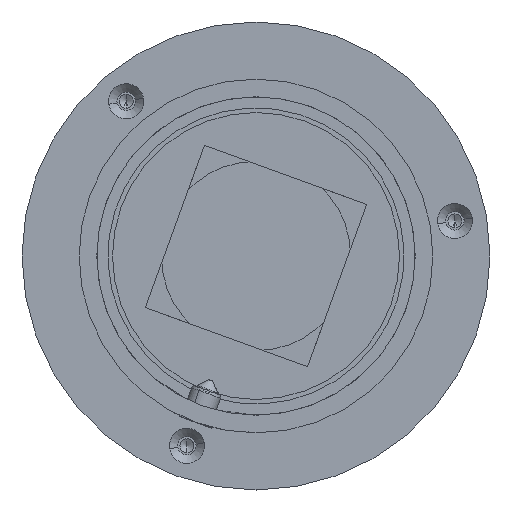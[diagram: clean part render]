
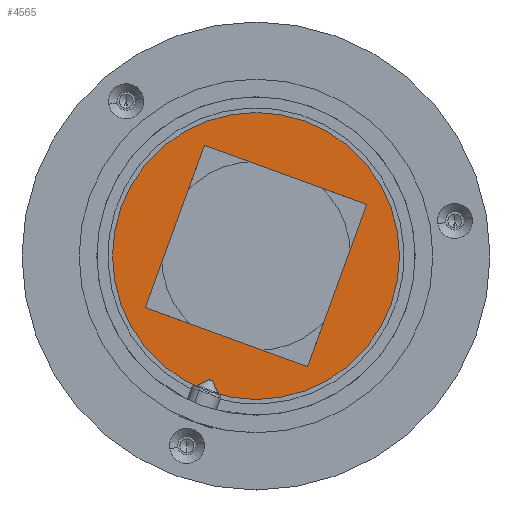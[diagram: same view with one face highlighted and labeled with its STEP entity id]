
A CAD part, front view. The second image highlights one B-rep face of the part: STEP entity #4565.
In plain terms, the highlighted planar face has unit normal (0, -1, 0).
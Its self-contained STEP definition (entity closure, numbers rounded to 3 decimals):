
#57 = ORIENTED_EDGE ( 'NONE', *, *, #6876, .T. ) ;
#218 = CARTESIAN_POINT ( 'NONE',  ( 50.259, 388.908, 18.092 ) ) ;
#492 = DIRECTION ( 'NONE',  ( 0.342, 0., 0.94 ) ) ;
#581 = AXIS2_PLACEMENT_3D ( 'NONE', #2663, #7247, #10756 ) ;
#698 = ORIENTED_EDGE ( 'NONE', *, *, #10502, .T. ) ;
#1273 = LINE ( 'NONE', #4807, #9372 ) ;
#1300 = VERTEX_POINT ( 'NONE', #2158 ) ;
#1455 = VECTOR ( 'NONE', #492, 1000. ) ;
#1808 = FACE_BOUND ( 'NONE', #8091, .T. ) ;
#1840 = CARTESIAN_POINT ( 'NONE',  ( -8.002, 388.908, 39.298 ) ) ;
#2158 = CARTESIAN_POINT ( 'NONE',  ( 28.14, 388.908, 47.959 ) ) ;
#2377 = CARTESIAN_POINT ( 'NONE',  ( 10.526, 388.908, -0.436 ) ) ;
#2594 = DIRECTION ( 'NONE',  ( 0., -1., 0. ) ) ;
#2654 = DIRECTION ( 'NONE',  ( -0.342, 0., -0.94 ) ) ;
#2663 = CARTESIAN_POINT ( 'NONE',  ( 10.526, 388.908, -0.436 ) ) ;
#2675 = ORIENTED_EDGE ( 'NONE', *, *, #8586, .T. ) ;
#3646 = VERTEX_POINT ( 'NONE', #10899 ) ;
#3653 = FACE_OUTER_BOUND ( 'NONE', #9881, .T. ) ;
#3742 = CARTESIAN_POINT ( 'NONE',  ( -8.002, 388.908, 39.298 ) ) ;
#3769 = VECTOR ( 'NONE', #6489, 1000. ) ;
#3947 = CIRCLE ( 'NONE', #5429, 51.5 ) ;
#4078 = VERTEX_POINT ( 'NONE', #8252 ) ;
#4306 = CARTESIAN_POINT ( 'NONE',  ( -8.002, 388.908, 39.298 ) ) ;
#4565 = ADVANCED_FACE ( 'NONE', ( #1808, #3653 ), #8235, .T. ) ;
#4807 = CARTESIAN_POINT ( 'NONE',  ( 50.259, 388.908, 18.092 ) ) ;
#4859 = CARTESIAN_POINT ( 'NONE',  ( -29.207, 388.908, -18.963 ) ) ;
#4885 = VERTEX_POINT ( 'NONE', #1840 ) ;
#5429 = AXIS2_PLACEMENT_3D ( 'NONE', #10566, #2594, #2654 ) ;
#5491 = LINE ( 'NONE', #3742, #1455 ) ;
#5661 = CIRCLE ( 'NONE', #8632, 51.5 ) ;
#6003 = EDGE_CURVE ( 'NONE', #1300, #4078, #5661, .T. ) ;
#6489 = DIRECTION ( 'NONE',  ( -0.94, 0., 0.342 ) ) ;
#6536 = CARTESIAN_POINT ( 'NONE',  ( 29.054, 388.908, -40.169 ) ) ;
#6731 = DIRECTION ( 'NONE',  ( 0., -1., 0. ) ) ;
#6876 = EDGE_CURVE ( 'NONE', #10571, #8292, #1273, .T. ) ;
#7215 = EDGE_CURVE ( 'NONE', #3646, #4885, #5491, .T. ) ;
#7247 = DIRECTION ( 'NONE',  ( 0., -1., 0. ) ) ;
#7267 = DIRECTION ( 'NONE',  ( 0.94, 0., -0.342 ) ) ;
#7290 = LINE ( 'NONE', #4859, #3769 ) ;
#8091 = EDGE_LOOP ( 'NONE', ( #10207, #8208, #2675, #57 ) ) ;
#8208 = ORIENTED_EDGE ( 'NONE', *, *, #7215, .T. ) ;
#8235 = PLANE ( 'NONE',  #581 ) ;
#8252 = CARTESIAN_POINT ( 'NONE',  ( -7.088, 388.908, -48.83 ) ) ;
#8292 = VERTEX_POINT ( 'NONE', #6536 ) ;
#8586 = EDGE_CURVE ( 'NONE', #4885, #10571, #8737, .T. ) ;
#8632 = AXIS2_PLACEMENT_3D ( 'NONE', #2377, #6731, #10282 ) ;
#8700 = ORIENTED_EDGE ( 'NONE', *, *, #6003, .T. ) ;
#8737 = LINE ( 'NONE', #4306, #11108 ) ;
#9372 = VECTOR ( 'NONE', #9931, 1000. ) ;
#9881 = EDGE_LOOP ( 'NONE', ( #8700, #698 ) ) ;
#9931 = DIRECTION ( 'NONE',  ( -0.342, 0., -0.94 ) ) ;
#10207 = ORIENTED_EDGE ( 'NONE', *, *, #10617, .T. ) ;
#10282 = DIRECTION ( 'NONE',  ( -0.342, 0., -0.94 ) ) ;
#10502 = EDGE_CURVE ( 'NONE', #4078, #1300, #3947, .T. ) ;
#10566 = CARTESIAN_POINT ( 'NONE',  ( 10.526, 388.908, -0.436 ) ) ;
#10571 = VERTEX_POINT ( 'NONE', #218 ) ;
#10617 = EDGE_CURVE ( 'NONE', #8292, #3646, #7290, .T. ) ;
#10756 = DIRECTION ( 'NONE',  ( 0., 0., -1. ) ) ;
#10899 = CARTESIAN_POINT ( 'NONE',  ( -29.207, 388.908, -18.963 ) ) ;
#11108 = VECTOR ( 'NONE', #7267, 1000. ) ;
